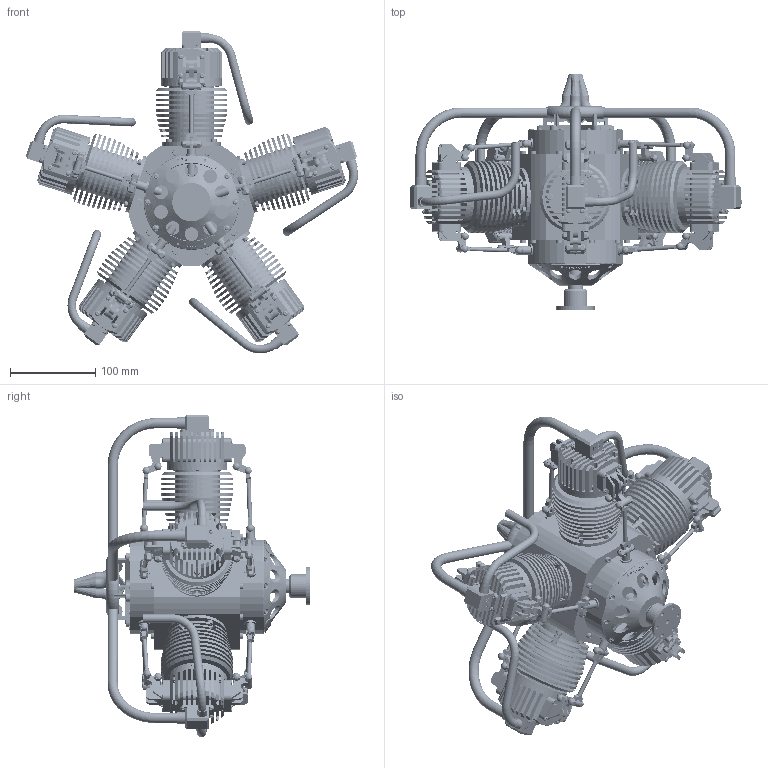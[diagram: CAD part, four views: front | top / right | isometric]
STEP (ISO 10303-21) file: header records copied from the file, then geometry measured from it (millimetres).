
FILE_DESCRIPTION(('FreeCAD Model'),'2;1');
FILE_NAME('Open CASCADE Shape Model','2025-04-27T10:08:52',('FreeCAD'),( 'FreeCAD'),'Open CASCADE STEP processor 7.6','FreeCAD','Unknown');
FILE_SCHEMA(('AUTOMOTIVE_DESIGN { 1 0 10303 214 1 1 1 1 }'));
Products named in the file (1): Open CASCADE STEP translator 7.6 1
Bounding box: 389.46 x 276 x 378.83 mm (x, y, z)
Volume: 2855110.7 mm3; surface area: 1589044.1 mm2
Topology: 423 solids, 423 shells, 10193 faces, 25419 edges, 16391 vertices
Faces by surface type: plane 5280, cylinder 2753, torus 851, cone 697, sphere 405, bspline 108, revolution 99
Full cylindrical faces by diameter (mm): 2 x5, 2.459 x80, 3 x89, 3.2 x84, 3.242 x90, 4 x305, 4.134 x6, 4.2 x80, 5 x10, 5.7 x89, 6.647 x1, 7 x100, 8 x24, 8.004 x10, 9 x5, 10 x38, 10.5 x10, 12 x45, 14 x19, 15.8 x1, 16 x10, 17 x5, 18 x2, 26 x4, 28 x1, 32 x4, 40 x5, 45 x16, 49 x15, 53 x65
Entity records: 317699 total; most frequent: CARTESIAN_POINT 74244, DIRECTION 51090, ORIENTED_EDGE 49692, EDGE_CURVE 24846, AXIS2_PLACEMENT_3D 20110, VERTEX_POINT 16391, FACE_BOUND 12335, EDGE_LOOP 12335
